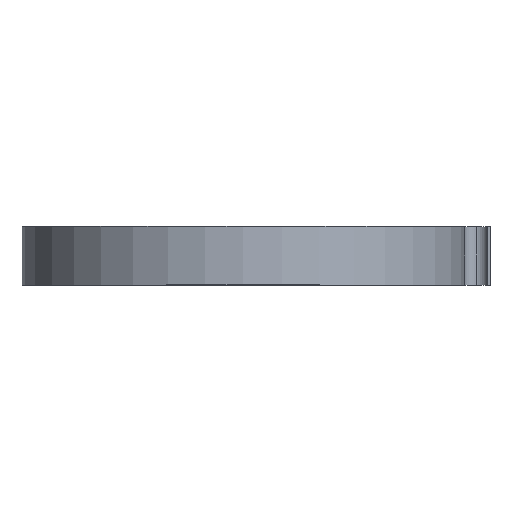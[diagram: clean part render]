
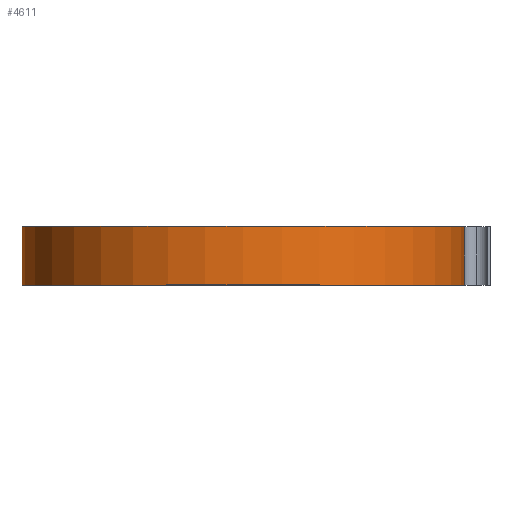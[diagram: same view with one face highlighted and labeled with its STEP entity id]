
A CAD part, top view. The second image highlights one B-rep face of the part: STEP entity #4611.
In plain terms, the highlighted cylindrical face has radius 56.499 mm (diameter 112.998 mm), a partial arc.
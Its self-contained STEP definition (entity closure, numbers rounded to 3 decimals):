
#157 = VERTEX_POINT ( 'NONE', #4650 ) ;
#393 = DIRECTION ( 'NONE',  ( 0., -1., 0. ) ) ;
#521 = DIRECTION ( 'NONE',  ( 0., 1., 0. ) ) ;
#618 = CARTESIAN_POINT ( 'NONE',  ( 0., 15., 0. ) ) ;
#735 = CIRCLE ( 'NONE', #2442, 56.499 ) ;
#790 = LINE ( 'NONE', #1223, #4897 ) ;
#1119 = EDGE_LOOP ( 'NONE', ( #3682, #2333, #3787, #3607 ) ) ;
#1157 = EDGE_CURVE ( 'NONE', #157, #3086, #790, .T. ) ;
#1223 = CARTESIAN_POINT ( 'NONE',  ( 56.499, 15., 0. ) ) ;
#1233 = EDGE_CURVE ( 'NONE', #1308, #157, #4390, .T. ) ;
#1308 = VERTEX_POINT ( 'NONE', #3770 ) ;
#1859 = AXIS2_PLACEMENT_3D ( 'NONE', #618, #521, #2137 ) ;
#2137 = DIRECTION ( 'NONE',  ( 1., 0., 0. ) ) ;
#2284 = CYLINDRICAL_SURFACE ( 'NONE', #3515, 56.499 ) ;
#2333 = ORIENTED_EDGE ( 'NONE', *, *, #1157, .F. ) ;
#2442 = AXIS2_PLACEMENT_3D ( 'NONE', #4509, #3698, #2476 ) ;
#2476 = DIRECTION ( 'NONE',  ( 1., 0., 0. ) ) ;
#2622 = CARTESIAN_POINT ( 'NONE',  ( -56.499, 15., 0. ) ) ;
#2736 = FACE_OUTER_BOUND ( 'NONE', #1119, .T. ) ;
#2967 = VERTEX_POINT ( 'NONE', #4529 ) ;
#3078 = CARTESIAN_POINT ( 'NONE',  ( 56.499, 0., 0. ) ) ;
#3086 = VERTEX_POINT ( 'NONE', #3078 ) ;
#3282 = VECTOR ( 'NONE', #5131, 1000. ) ;
#3438 = DIRECTION ( 'NONE',  ( 0., -1., 0. ) ) ;
#3515 = AXIS2_PLACEMENT_3D ( 'NONE', #4211, #3438, #3517 ) ;
#3517 = DIRECTION ( 'NONE',  ( 0., 0., -1. ) ) ;
#3607 = ORIENTED_EDGE ( 'NONE', *, *, #4708, .T. ) ;
#3682 = ORIENTED_EDGE ( 'NONE', *, *, #3696, .T. ) ;
#3696 = EDGE_CURVE ( 'NONE', #2967, #3086, #735, .T. ) ;
#3698 = DIRECTION ( 'NONE',  ( 0., 1., 0. ) ) ;
#3770 = CARTESIAN_POINT ( 'NONE',  ( -56.499, 15., 0. ) ) ;
#3787 = ORIENTED_EDGE ( 'NONE', *, *, #1233, .F. ) ;
#3828 = LINE ( 'NONE', #2622, #3282 ) ;
#4211 = CARTESIAN_POINT ( 'NONE',  ( 0., 15., 0. ) ) ;
#4390 = CIRCLE ( 'NONE', #1859, 56.499 ) ;
#4509 = CARTESIAN_POINT ( 'NONE',  ( 0., 0., 0. ) ) ;
#4529 = CARTESIAN_POINT ( 'NONE',  ( -56.499, 0., 0. ) ) ;
#4611 = ADVANCED_FACE ( 'NONE', ( #2736 ), #2284, .T. ) ;
#4650 = CARTESIAN_POINT ( 'NONE',  ( 56.499, 15., 0. ) ) ;
#4708 = EDGE_CURVE ( 'NONE', #1308, #2967, #3828, .T. ) ;
#4897 = VECTOR ( 'NONE', #393, 1000. ) ;
#5131 = DIRECTION ( 'NONE',  ( 0., -1., 0. ) ) ;
